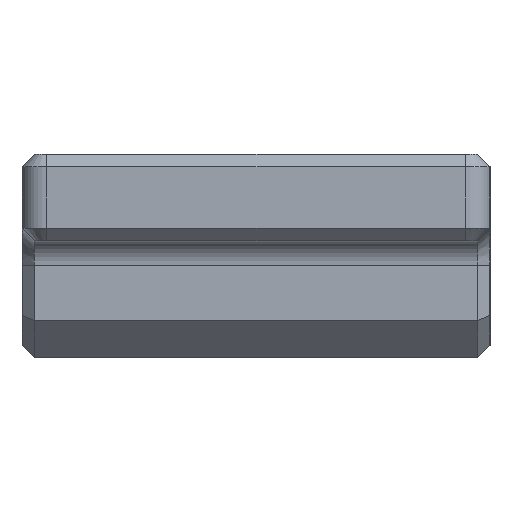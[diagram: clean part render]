
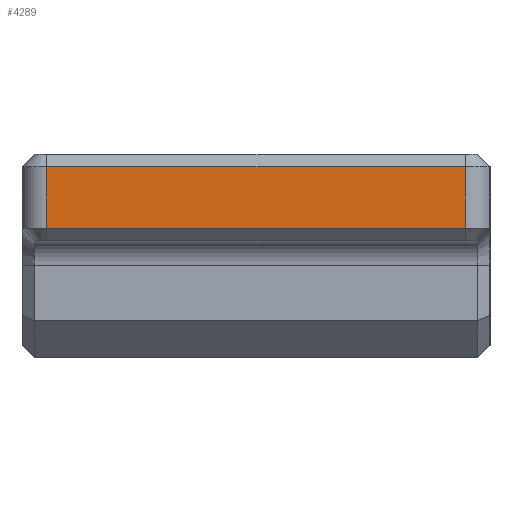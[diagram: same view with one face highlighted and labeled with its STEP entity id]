
A CAD part, left-side view. The second image highlights one B-rep face of the part: STEP entity #4289.
In plain terms, the highlighted planar face has unit normal (-1, 0, 0).
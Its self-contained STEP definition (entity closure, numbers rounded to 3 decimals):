
#930 = CYLINDRICAL_SURFACE('',#931,2.);
#931 = AXIS2_PLACEMENT_3D('',#932,#933,#934);
#932 = CARTESIAN_POINT('',(-53.,17.,5.));
#933 = DIRECTION('',(0.,0.,1.));
#934 = DIRECTION('',(0.,1.,0.));
#1230 = EDGE_CURVE('',#1231,#1233,#1235,.T.);
#1231 = VERTEX_POINT('',#1232);
#1232 = CARTESIAN_POINT('',(-55.,17.,6.));
#1233 = VERTEX_POINT('',#1234);
#1234 = CARTESIAN_POINT('',(-55.,17.,11.));
#1235 = SURFACE_CURVE('',#1236,(#1240,#1247),.PCURVE_S1.);
#1236 = LINE('',#1237,#1238);
#1237 = CARTESIAN_POINT('',(-55.,17.,5.));
#1238 = VECTOR('',#1239,1.);
#1239 = DIRECTION('',(0.,0.,1.));
#1240 = PCURVE('',#930,#1241);
#1241 = DEFINITIONAL_REPRESENTATION('',(#1242),#1246);
#1242 = LINE('',#1243,#1244);
#1243 = CARTESIAN_POINT('',(1.571,0.));
#1244 = VECTOR('',#1245,1.);
#1245 = DIRECTION('',(0.,1.));
#1246 = ( GEOMETRIC_REPRESENTATION_CONTEXT(2) 
PARAMETRIC_REPRESENTATION_CONTEXT() REPRESENTATION_CONTEXT('2D SPACE',''
  ) );
#1247 = PCURVE('',#1248,#1253);
#1248 = PLANE('',#1249);
#1249 = AXIS2_PLACEMENT_3D('',#1250,#1251,#1252);
#1250 = CARTESIAN_POINT('',(-55.,-19.,5.));
#1251 = DIRECTION('',(1.,0.,0.));
#1252 = DIRECTION('',(0.,0.,1.));
#1253 = DEFINITIONAL_REPRESENTATION('',(#1254),#1258);
#1254 = LINE('',#1255,#1256);
#1255 = CARTESIAN_POINT('',(0.,-36.));
#1256 = VECTOR('',#1257,1.);
#1257 = DIRECTION('',(1.,0.));
#1258 = ( GEOMETRIC_REPRESENTATION_CONTEXT(2) 
PARAMETRIC_REPRESENTATION_CONTEXT() REPRESENTATION_CONTEXT('2D SPACE',''
  ) );
#3656 = PLANE('',#3657);
#3657 = AXIS2_PLACEMENT_3D('',#3658,#3659,#3660);
#3658 = CARTESIAN_POINT('',(-54.5,-17.,11.5));
#3659 = DIRECTION('',(0.707,0.,-0.707));
#3660 = DIRECTION('',(-0.,-1.,-0.));
#4289 = ADVANCED_FACE('',(#4290),#1248,.F.);
#4290 = FACE_BOUND('',#4291,.F.);
#4291 = EDGE_LOOP('',(#4292,#4322,#4348,#4349));
#4292 = ORIENTED_EDGE('',*,*,#4293,.F.);
#4293 = EDGE_CURVE('',#4294,#4296,#4298,.T.);
#4294 = VERTEX_POINT('',#4295);
#4295 = CARTESIAN_POINT('',(-55.,-17.,6.));
#4296 = VERTEX_POINT('',#4297);
#4297 = CARTESIAN_POINT('',(-55.,-17.,11.));
#4298 = SURFACE_CURVE('',#4299,(#4303,#4310),.PCURVE_S1.);
#4299 = LINE('',#4300,#4301);
#4300 = CARTESIAN_POINT('',(-55.,-17.,5.));
#4301 = VECTOR('',#4302,1.);
#4302 = DIRECTION('',(0.,0.,1.));
#4303 = PCURVE('',#1248,#4304);
#4304 = DEFINITIONAL_REPRESENTATION('',(#4305),#4309);
#4305 = LINE('',#4306,#4307);
#4306 = CARTESIAN_POINT('',(0.,-2.));
#4307 = VECTOR('',#4308,1.);
#4308 = DIRECTION('',(1.,0.));
#4309 = ( GEOMETRIC_REPRESENTATION_CONTEXT(2) 
PARAMETRIC_REPRESENTATION_CONTEXT() REPRESENTATION_CONTEXT('2D SPACE',''
  ) );
#4310 = PCURVE('',#4311,#4316);
#4311 = CYLINDRICAL_SURFACE('',#4312,2.);
#4312 = AXIS2_PLACEMENT_3D('',#4313,#4314,#4315);
#4313 = CARTESIAN_POINT('',(-53.,-17.,5.));
#4314 = DIRECTION('',(0.,0.,1.));
#4315 = DIRECTION('',(0.,-1.,0.));
#4316 = DEFINITIONAL_REPRESENTATION('',(#4317),#4321);
#4317 = LINE('',#4318,#4319);
#4318 = CARTESIAN_POINT('',(-1.571,0.));
#4319 = VECTOR('',#4320,1.);
#4320 = DIRECTION('',(-0.,1.));
#4321 = ( GEOMETRIC_REPRESENTATION_CONTEXT(2) 
PARAMETRIC_REPRESENTATION_CONTEXT() REPRESENTATION_CONTEXT('2D SPACE',''
  ) );
#4322 = ORIENTED_EDGE('',*,*,#4323,.T.);
#4323 = EDGE_CURVE('',#4294,#1231,#4324,.T.);
#4324 = SURFACE_CURVE('',#4325,(#4329,#4336),.PCURVE_S1.);
#4325 = LINE('',#4326,#4327);
#4326 = CARTESIAN_POINT('',(-55.,-17.,6.));
#4327 = VECTOR('',#4328,1.);
#4328 = DIRECTION('',(0.,1.,0.));
#4329 = PCURVE('',#1248,#4330);
#4330 = DEFINITIONAL_REPRESENTATION('',(#4331),#4335);
#4331 = LINE('',#4332,#4333);
#4332 = CARTESIAN_POINT('',(1.,-2.));
#4333 = VECTOR('',#4334,1.);
#4334 = DIRECTION('',(0.,-1.));
#4335 = ( GEOMETRIC_REPRESENTATION_CONTEXT(2) 
PARAMETRIC_REPRESENTATION_CONTEXT() REPRESENTATION_CONTEXT('2D SPACE',''
  ) );
#4336 = PCURVE('',#4337,#4342);
#4337 = PLANE('',#4338);
#4338 = AXIS2_PLACEMENT_3D('',#4339,#4340,#4341);
#4339 = CARTESIAN_POINT('',(-54.5,-17.,5.5));
#4340 = DIRECTION('',(-0.707,0.,-0.707));
#4341 = DIRECTION('',(-0.,-1.,-0.));
#4342 = DEFINITIONAL_REPRESENTATION('',(#4343),#4347);
#4343 = LINE('',#4344,#4345);
#4344 = CARTESIAN_POINT('',(-0.,0.707));
#4345 = VECTOR('',#4346,1.);
#4346 = DIRECTION('',(-1.,0.));
#4347 = ( GEOMETRIC_REPRESENTATION_CONTEXT(2) 
PARAMETRIC_REPRESENTATION_CONTEXT() REPRESENTATION_CONTEXT('2D SPACE',''
  ) );
#4348 = ORIENTED_EDGE('',*,*,#1230,.T.);
#4349 = ORIENTED_EDGE('',*,*,#4350,.F.);
#4350 = EDGE_CURVE('',#4296,#1233,#4351,.T.);
#4351 = SURFACE_CURVE('',#4352,(#4356,#4363),.PCURVE_S1.);
#4352 = LINE('',#4353,#4354);
#4353 = CARTESIAN_POINT('',(-55.,-17.,11.));
#4354 = VECTOR('',#4355,1.);
#4355 = DIRECTION('',(0.,1.,0.));
#4356 = PCURVE('',#1248,#4357);
#4357 = DEFINITIONAL_REPRESENTATION('',(#4358),#4362);
#4358 = LINE('',#4359,#4360);
#4359 = CARTESIAN_POINT('',(6.,-2.));
#4360 = VECTOR('',#4361,1.);
#4361 = DIRECTION('',(0.,-1.));
#4362 = ( GEOMETRIC_REPRESENTATION_CONTEXT(2) 
PARAMETRIC_REPRESENTATION_CONTEXT() REPRESENTATION_CONTEXT('2D SPACE',''
  ) );
#4363 = PCURVE('',#3656,#4364);
#4364 = DEFINITIONAL_REPRESENTATION('',(#4365),#4369);
#4365 = LINE('',#4366,#4367);
#4366 = CARTESIAN_POINT('',(-0.,0.707));
#4367 = VECTOR('',#4368,1.);
#4368 = DIRECTION('',(-1.,0.));
#4369 = ( GEOMETRIC_REPRESENTATION_CONTEXT(2) 
PARAMETRIC_REPRESENTATION_CONTEXT() REPRESENTATION_CONTEXT('2D SPACE',''
  ) );
